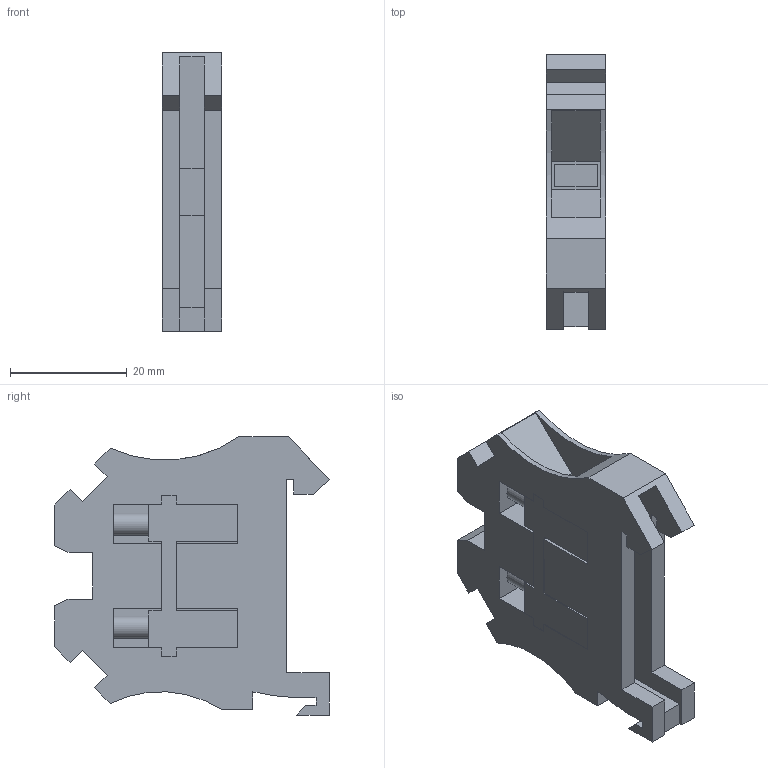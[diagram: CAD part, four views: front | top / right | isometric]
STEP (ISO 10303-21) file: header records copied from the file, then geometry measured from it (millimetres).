
FILE_DESCRIPTION((''),'2;1');
FILE_NAME('SB109948_3D-SOFTWARE_COLOUR','2013-07-11T',('SESA224493'),('Schneider-Electric'),'PRO/ENGINEER BY PARAMETRIC TECHNOLOGY CORPORATION, 2011410','PRO/ENGINEER BY PARAMETRIC TECHNOLOGY CORPORATION, 2011410','');
FILE_SCHEMA(('CONFIG_CONTROL_DESIGN'));
Length unit declared in the file: millimetre
Products named in the file (1): SB109948_3D-SOFTWARE_COLOUR
Bounding box: 10.2 x 47 x 47.6 mm (x, y, z)
Volume: 11766.6 mm3; surface area: 8362.2 mm2
Topology: 1 solids, 1 shells, 163 faces, 445 edges, 294 vertices
Faces by surface type: plane 151, cylinder 12
Entity records: 5107 total; most frequent: CARTESIAN_POINT 902, ORIENTED_EDGE 890, DIRECTION 797, EDGE_CURVE 445, VECTOR 419, LINE 419, VERTEX_POINT 294, AXIS2_PLACEMENT_3D 189
